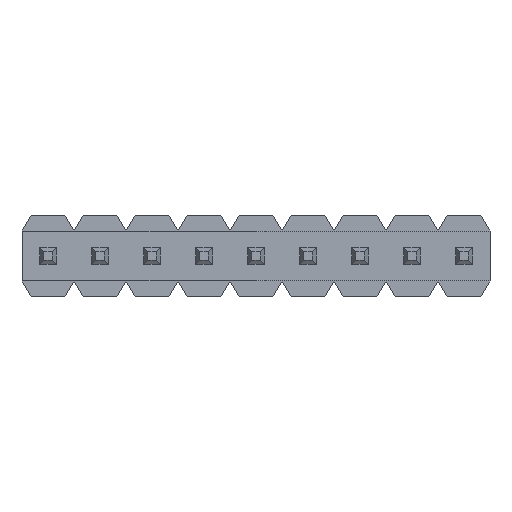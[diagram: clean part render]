
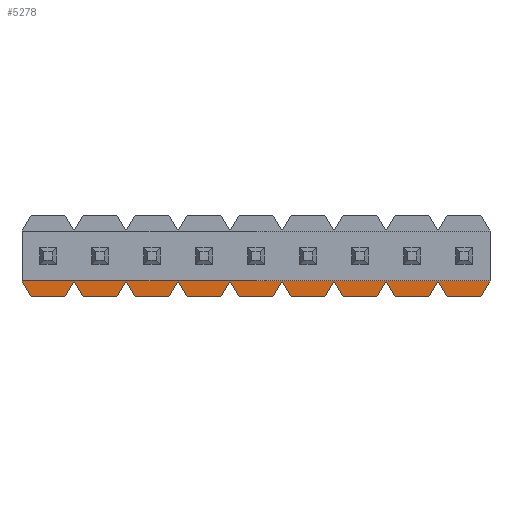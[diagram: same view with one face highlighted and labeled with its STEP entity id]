
A CAD part, front view. The second image highlights one B-rep face of the part: STEP entity #5278.
In plain terms, the highlighted planar face has unit normal (0, -1, 0).
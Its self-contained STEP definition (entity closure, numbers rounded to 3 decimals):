
#821=DIRECTION('',(1.,0.,0.));
#822=VECTOR('',#821,11.43);
#823=CARTESIAN_POINT('',(-5.715,0.,-0.6));
#824=LINE('',#823,#822);
#825=DIRECTION('',(0.,0.,-1.));
#826=VECTOR('',#825,0.01);
#827=CARTESIAN_POINT('',(5.715,0.,-0.6));
#828=LINE('',#827,#826);
#829=DIRECTION('',(0.5,0.,0.866));
#830=VECTOR('',#829,0.45);
#831=CARTESIAN_POINT('',(5.49,0.,-1.));
#832=LINE('',#831,#830);
#833=DIRECTION('',(-1.,0.,0.));
#834=VECTOR('',#833,0.82);
#835=CARTESIAN_POINT('',(5.49,0.,-1.));
#836=LINE('',#835,#834);
#837=DIRECTION('',(0.5,0.,-0.866));
#838=VECTOR('',#837,0.45);
#839=CARTESIAN_POINT('',(4.445,0.,-0.61));
#840=LINE('',#839,#838);
#841=DIRECTION('',(0.5,0.,0.866));
#842=VECTOR('',#841,0.45);
#843=CARTESIAN_POINT('',(4.22,0.,-1.));
#844=LINE('',#843,#842);
#845=DIRECTION('',(-1.,0.,0.));
#846=VECTOR('',#845,0.82);
#847=CARTESIAN_POINT('',(4.22,0.,-1.));
#848=LINE('',#847,#846);
#849=DIRECTION('',(0.5,0.,-0.866));
#850=VECTOR('',#849,0.45);
#851=CARTESIAN_POINT('',(3.175,0.,-0.61));
#852=LINE('',#851,#850);
#853=DIRECTION('',(0.5,0.,0.866));
#854=VECTOR('',#853,0.45);
#855=CARTESIAN_POINT('',(2.95,0.,-1.));
#856=LINE('',#855,#854);
#857=DIRECTION('',(-1.,0.,0.));
#858=VECTOR('',#857,0.82);
#859=CARTESIAN_POINT('',(2.95,0.,-1.));
#860=LINE('',#859,#858);
#861=DIRECTION('',(0.5,0.,-0.866));
#862=VECTOR('',#861,0.45);
#863=CARTESIAN_POINT('',(1.905,0.,-0.61));
#864=LINE('',#863,#862);
#865=DIRECTION('',(0.5,0.,0.866));
#866=VECTOR('',#865,0.45);
#867=CARTESIAN_POINT('',(1.68,0.,-1.));
#868=LINE('',#867,#866);
#869=DIRECTION('',(-1.,0.,0.));
#870=VECTOR('',#869,0.82);
#871=CARTESIAN_POINT('',(1.68,0.,-1.));
#872=LINE('',#871,#870);
#873=DIRECTION('',(0.5,0.,-0.866));
#874=VECTOR('',#873,0.45);
#875=CARTESIAN_POINT('',(0.635,0.,-0.61));
#876=LINE('',#875,#874);
#877=DIRECTION('',(0.5,0.,0.866));
#878=VECTOR('',#877,0.45);
#879=CARTESIAN_POINT('',(0.41,0.,-1.));
#880=LINE('',#879,#878);
#881=DIRECTION('',(-1.,0.,0.));
#882=VECTOR('',#881,0.82);
#883=CARTESIAN_POINT('',(0.41,0.,-1.));
#884=LINE('',#883,#882);
#885=DIRECTION('',(0.5,0.,-0.866));
#886=VECTOR('',#885,0.45);
#887=CARTESIAN_POINT('',(-0.635,0.,-0.61));
#888=LINE('',#887,#886);
#889=DIRECTION('',(0.5,0.,0.866));
#890=VECTOR('',#889,0.45);
#891=CARTESIAN_POINT('',(-0.86,0.,-1.));
#892=LINE('',#891,#890);
#893=DIRECTION('',(-1.,0.,0.));
#894=VECTOR('',#893,0.82);
#895=CARTESIAN_POINT('',(-0.86,0.,-1.));
#896=LINE('',#895,#894);
#897=DIRECTION('',(0.5,0.,-0.866));
#898=VECTOR('',#897,0.45);
#899=CARTESIAN_POINT('',(-1.905,0.,-0.61));
#900=LINE('',#899,#898);
#901=DIRECTION('',(0.5,0.,0.866));
#902=VECTOR('',#901,0.45);
#903=CARTESIAN_POINT('',(-2.13,0.,-1.));
#904=LINE('',#903,#902);
#905=DIRECTION('',(-1.,0.,0.));
#906=VECTOR('',#905,0.82);
#907=CARTESIAN_POINT('',(-2.13,0.,-1.));
#908=LINE('',#907,#906);
#909=DIRECTION('',(0.5,0.,-0.866));
#910=VECTOR('',#909,0.45);
#911=CARTESIAN_POINT('',(-3.175,0.,-0.61));
#912=LINE('',#911,#910);
#913=DIRECTION('',(0.5,0.,0.866));
#914=VECTOR('',#913,0.45);
#915=CARTESIAN_POINT('',(-3.4,0.,-1.));
#916=LINE('',#915,#914);
#917=DIRECTION('',(-1.,0.,0.));
#918=VECTOR('',#917,0.82);
#919=CARTESIAN_POINT('',(-3.4,0.,-1.));
#920=LINE('',#919,#918);
#921=DIRECTION('',(0.5,0.,-0.866));
#922=VECTOR('',#921,0.45);
#923=CARTESIAN_POINT('',(-4.445,0.,-0.61));
#924=LINE('',#923,#922);
#925=DIRECTION('',(0.5,0.,0.866));
#926=VECTOR('',#925,0.45);
#927=CARTESIAN_POINT('',(-4.67,0.,-1.));
#928=LINE('',#927,#926);
#929=DIRECTION('',(-1.,0.,0.));
#930=VECTOR('',#929,0.82);
#931=CARTESIAN_POINT('',(-4.67,0.,-1.));
#932=LINE('',#931,#930);
#933=DIRECTION('',(0.5,0.,-0.866));
#934=VECTOR('',#933,0.45);
#935=CARTESIAN_POINT('',(-5.715,0.,-0.61));
#936=LINE('',#935,#934);
#937=DIRECTION('',(0.,0.,1.));
#938=VECTOR('',#937,0.01);
#939=CARTESIAN_POINT('',(-5.715,0.,-0.61));
#940=LINE('',#939,#938);
#3313=CARTESIAN_POINT('',(5.49,0.,-1.));
#3314=CARTESIAN_POINT('',(5.715,0.,-0.61));
#3315=VERTEX_POINT('',#3313);
#3316=VERTEX_POINT('',#3314);
#3329=CARTESIAN_POINT('',(4.22,0.,-1.));
#3330=CARTESIAN_POINT('',(4.445,0.,-0.61));
#3331=VERTEX_POINT('',#3329);
#3332=VERTEX_POINT('',#3330);
#3333=CARTESIAN_POINT('',(4.67,0.,-1.));
#3334=VERTEX_POINT('',#3333);
#3353=CARTESIAN_POINT('',(2.95,0.,-1.));
#3354=CARTESIAN_POINT('',(3.175,0.,-0.61));
#3355=VERTEX_POINT('',#3353);
#3356=VERTEX_POINT('',#3354);
#3357=CARTESIAN_POINT('',(3.4,0.,-1.));
#3358=VERTEX_POINT('',#3357);
#3377=CARTESIAN_POINT('',(1.68,0.,-1.));
#3378=CARTESIAN_POINT('',(1.905,0.,-0.61));
#3379=VERTEX_POINT('',#3377);
#3380=VERTEX_POINT('',#3378);
#3381=CARTESIAN_POINT('',(2.13,0.,-1.));
#3382=VERTEX_POINT('',#3381);
#3401=CARTESIAN_POINT('',(0.41,0.,-1.));
#3402=CARTESIAN_POINT('',(0.635,0.,-0.61));
#3403=VERTEX_POINT('',#3401);
#3404=VERTEX_POINT('',#3402);
#3405=CARTESIAN_POINT('',(0.86,0.,-1.));
#3406=VERTEX_POINT('',#3405);
#3477=CARTESIAN_POINT('',(-0.86,0.,-1.));
#3478=CARTESIAN_POINT('',(-0.635,0.,-0.61));
#3479=VERTEX_POINT('',#3477);
#3480=VERTEX_POINT('',#3478);
#3481=CARTESIAN_POINT('',(-0.41,0.,-1.));
#3482=VERTEX_POINT('',#3481);
#3501=CARTESIAN_POINT('',(-2.13,0.,-1.));
#3502=CARTESIAN_POINT('',(-1.905,0.,-0.61));
#3503=VERTEX_POINT('',#3501);
#3504=VERTEX_POINT('',#3502);
#3505=CARTESIAN_POINT('',(-1.68,0.,-1.));
#3506=VERTEX_POINT('',#3505);
#3525=CARTESIAN_POINT('',(-3.175,0.,-0.61));
#3526=CARTESIAN_POINT('',(-2.95,0.,-1.));
#3527=VERTEX_POINT('',#3525);
#3528=VERTEX_POINT('',#3526);
#3909=CARTESIAN_POINT('',(-3.4,0.,-1.));
#3910=VERTEX_POINT('',#3909);
#3917=CARTESIAN_POINT('',(-4.67,0.,-1.));
#3918=CARTESIAN_POINT('',(-4.445,0.,-0.61));
#3919=VERTEX_POINT('',#3917);
#3920=VERTEX_POINT('',#3918);
#3921=CARTESIAN_POINT('',(-4.22,0.,-1.));
#3922=VERTEX_POINT('',#3921);
#3941=CARTESIAN_POINT('',(-5.715,0.,-0.61));
#3942=CARTESIAN_POINT('',(-5.49,0.,-1.));
#3943=VERTEX_POINT('',#3941);
#3944=VERTEX_POINT('',#3942);
#4077=CARTESIAN_POINT('',(-5.715,0.,-0.6));
#4078=CARTESIAN_POINT('',(5.715,0.,-0.6));
#4079=VERTEX_POINT('',#4077);
#4080=VERTEX_POINT('',#4078);
#5213=CARTESIAN_POINT('',(0.,0.,0.));
#5214=DIRECTION('',(0.,1.,0.));
#5215=DIRECTION('',(1.,0.,0.));
#5216=AXIS2_PLACEMENT_3D('',#5213,#5214,#5215);
#5217=PLANE('',#5216);
#5219=ORIENTED_EDGE('',*,*,#5218,.T.);
#5221=ORIENTED_EDGE('',*,*,#5220,.T.);
#5223=ORIENTED_EDGE('',*,*,#5222,.F.);
#5225=ORIENTED_EDGE('',*,*,#5224,.T.);
#5227=ORIENTED_EDGE('',*,*,#5226,.F.);
#5229=ORIENTED_EDGE('',*,*,#5228,.F.);
#5231=ORIENTED_EDGE('',*,*,#5230,.T.);
#5233=ORIENTED_EDGE('',*,*,#5232,.F.);
#5235=ORIENTED_EDGE('',*,*,#5234,.F.);
#5237=ORIENTED_EDGE('',*,*,#5236,.T.);
#5239=ORIENTED_EDGE('',*,*,#5238,.F.);
#5241=ORIENTED_EDGE('',*,*,#5240,.F.);
#5243=ORIENTED_EDGE('',*,*,#5242,.T.);
#5245=ORIENTED_EDGE('',*,*,#5244,.F.);
#5247=ORIENTED_EDGE('',*,*,#5246,.F.);
#5249=ORIENTED_EDGE('',*,*,#5248,.T.);
#5251=ORIENTED_EDGE('',*,*,#5250,.F.);
#5253=ORIENTED_EDGE('',*,*,#5252,.F.);
#5255=ORIENTED_EDGE('',*,*,#5254,.T.);
#5257=ORIENTED_EDGE('',*,*,#5256,.F.);
#5259=ORIENTED_EDGE('',*,*,#5258,.F.);
#5261=ORIENTED_EDGE('',*,*,#5260,.T.);
#5263=ORIENTED_EDGE('',*,*,#5262,.F.);
#5265=ORIENTED_EDGE('',*,*,#5264,.F.);
#5267=ORIENTED_EDGE('',*,*,#5266,.T.);
#5269=ORIENTED_EDGE('',*,*,#5268,.F.);
#5271=ORIENTED_EDGE('',*,*,#5270,.F.);
#5273=ORIENTED_EDGE('',*,*,#5272,.T.);
#5274=ORIENTED_EDGE('',*,*,#4588,.F.);
#5275=ORIENTED_EDGE('',*,*,#4835,.T.);
#5276=EDGE_LOOP('',(#5219,#5221,#5223,#5225,#5227,#5229,#5231,#5233,#5235,#5237,
#5239,#5241,#5243,#5245,#5247,#5249,#5251,#5253,#5255,#5257,#5259,#5261,#5263,
#5265,#5267,#5269,#5271,#5273,#5274,#5275));
#5277=FACE_OUTER_BOUND('',#5276,.F.);
#4588=EDGE_CURVE('',#3943,#3944,#936,.T.);
#4835=EDGE_CURVE('',#3943,#4079,#940,.T.);
#5218=EDGE_CURVE('',#4079,#4080,#824,.T.);
#5220=EDGE_CURVE('',#4080,#3316,#828,.T.);
#5222=EDGE_CURVE('',#3315,#3316,#832,.T.);
#5224=EDGE_CURVE('',#3315,#3334,#836,.T.);
#5226=EDGE_CURVE('',#3332,#3334,#840,.T.);
#5228=EDGE_CURVE('',#3331,#3332,#844,.T.);
#5230=EDGE_CURVE('',#3331,#3358,#848,.T.);
#5232=EDGE_CURVE('',#3356,#3358,#852,.T.);
#5234=EDGE_CURVE('',#3355,#3356,#856,.T.);
#5236=EDGE_CURVE('',#3355,#3382,#860,.T.);
#5238=EDGE_CURVE('',#3380,#3382,#864,.T.);
#5240=EDGE_CURVE('',#3379,#3380,#868,.T.);
#5242=EDGE_CURVE('',#3379,#3406,#872,.T.);
#5244=EDGE_CURVE('',#3404,#3406,#876,.T.);
#5246=EDGE_CURVE('',#3403,#3404,#880,.T.);
#5248=EDGE_CURVE('',#3403,#3482,#884,.T.);
#5250=EDGE_CURVE('',#3480,#3482,#888,.T.);
#5252=EDGE_CURVE('',#3479,#3480,#892,.T.);
#5254=EDGE_CURVE('',#3479,#3506,#896,.T.);
#5256=EDGE_CURVE('',#3504,#3506,#900,.T.);
#5258=EDGE_CURVE('',#3503,#3504,#904,.T.);
#5260=EDGE_CURVE('',#3503,#3528,#908,.T.);
#5262=EDGE_CURVE('',#3527,#3528,#912,.T.);
#5264=EDGE_CURVE('',#3910,#3527,#916,.T.);
#5266=EDGE_CURVE('',#3910,#3922,#920,.T.);
#5268=EDGE_CURVE('',#3920,#3922,#924,.T.);
#5270=EDGE_CURVE('',#3919,#3920,#928,.T.);
#5272=EDGE_CURVE('',#3919,#3944,#932,.T.);
#5278=ADVANCED_FACE('',(#5277),#5217,.F.);
